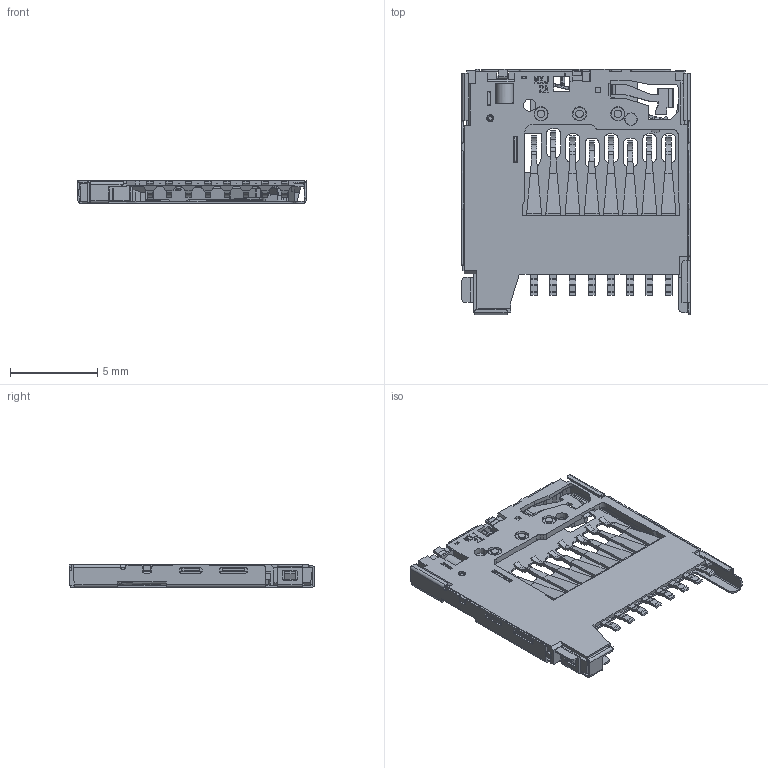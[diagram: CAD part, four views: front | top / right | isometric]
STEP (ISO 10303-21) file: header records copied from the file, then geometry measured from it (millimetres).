
FILE_DESCRIPTION(('STEP AP242'),'1');
FILE_NAME('5033981892.stp','2025-09-24T12:26:49',('TraceParts'),('TraceParts S.A.S.'),'Spatial InterOp 3D',' ',' ');
FILE_SCHEMA(('AP242_MANAGED_MODEL_BASED_3D_ENGINEERING_MIM_LF {1 0 10303 442 1 1 4}'));
Length unit declared in the file: millimetre
Products named in the file (1): Solid1
Bounding box: 13.1 x 14.05 x 1.28 mm (x, y, z)
Volume: 65.9 mm3; surface area: 746.9 mm2
Topology: 1 solids, 1 shells, 1458 faces, 4217 edges, 2740 vertices
Faces by surface type: plane 1047, cylinder 380, cone 18, torus 9, sphere 4
Entity records: 47682 total; most frequent: CARTESIAN_POINT 8451, ORIENTED_EDGE 8426, DIRECTION 7960, EDGE_CURVE 4213, LINE 3368, VECTOR 3368, VERTEX_POINT 2740, AXIS2_PLACEMENT_3D 2296
